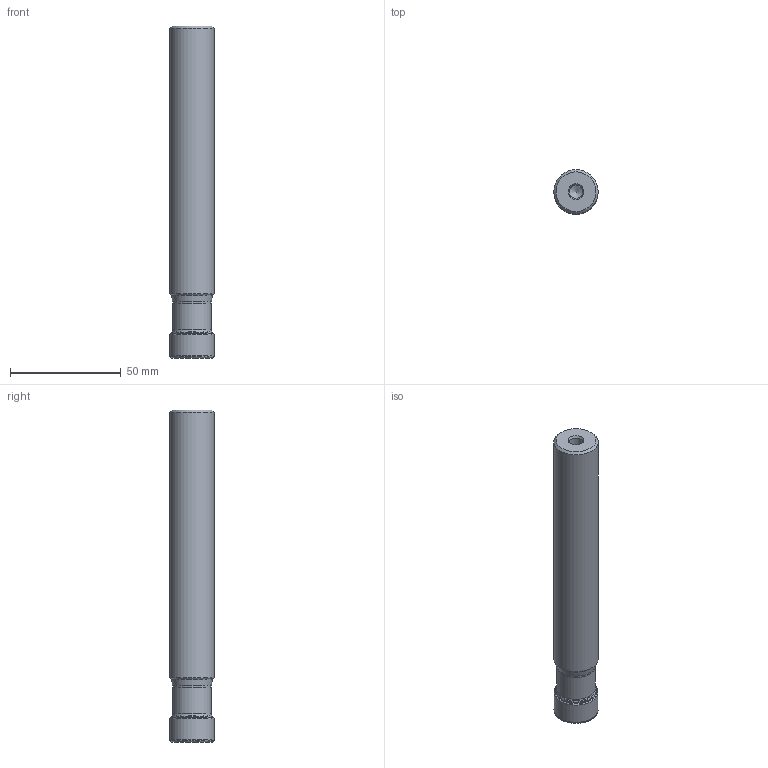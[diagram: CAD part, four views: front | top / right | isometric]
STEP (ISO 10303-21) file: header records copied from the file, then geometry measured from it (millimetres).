
FILE_DESCRIPTION(/* description */ (''),/* implementation_level */ '2;1');
FILE_NAME(/* name */ '202750376ndi000_00.stp',/* time_stamp */ '2019-12-11T09:28:32+01:00',/* author */ (''),/* organization */ (''),/* preprocessor_version */ 'ST-DEVELOPER v16.7',/* originating_system */ 'SIEMENS PLM Software NX 12.0',/* authorisation */ '');
FILE_SCHEMA (('AUTOMOTIVE_DESIGN { 1 0 10303 214 3 1 1 1 }'));
Length unit declared in the file: millimetre
Products named in the file (1): mp5442488475c9lm
Bounding box: 20 x 20 x 150 mm (x, y, z)
Volume: 44879.6 mm3; surface area: 13241.8 mm2
Topology: 2 solids, 2 shells, 44 faces, 91 edges, 50 vertices
Faces by surface type: revolution 19, cone 11, torus 7, cylinder 4, plane 3
Full cylindrical faces by diameter (mm): 6 x1, 17.543 x1, 18.543 x1, 20 x1
Entity records: 1114 total; most frequent: CARTESIAN_POINT 333, DIRECTION 153, FACE_BOUND 86, EDGE_LOOP 86, ORIENTED_EDGE 86, AXIS2_PLACEMENT_3D 67, ADVANCED_FACE 44, VERTEX_POINT 44
